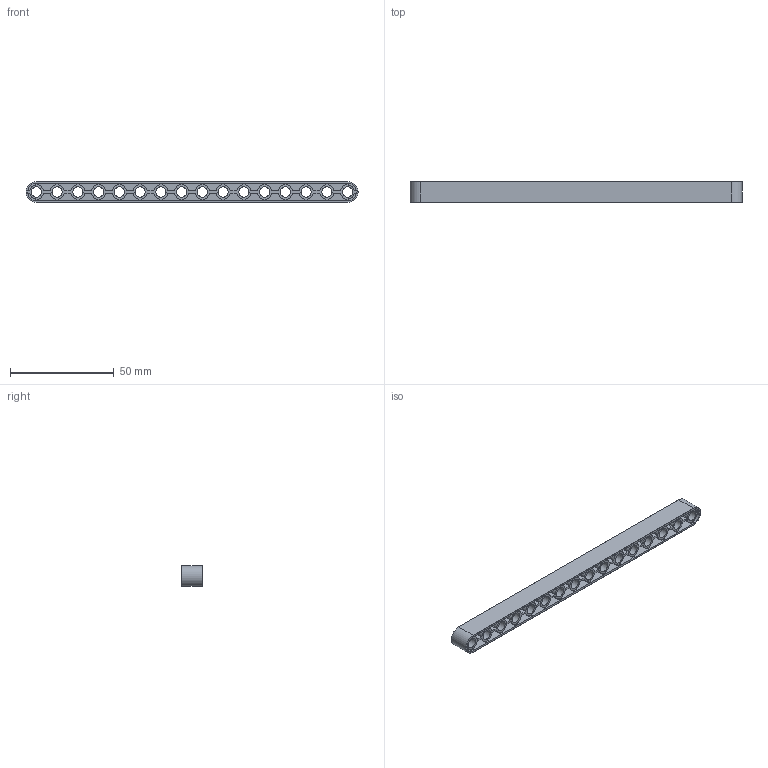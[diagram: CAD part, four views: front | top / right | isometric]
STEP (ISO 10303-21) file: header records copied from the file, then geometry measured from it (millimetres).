
FILE_DESCRIPTION(/* description */ (''),/* implementation_level */ '2;1');
FILE_NAME(/* name */ 'S16x1.stp',/* time_stamp */ '2019-05-05T20:58:46+02:00',/* author */ ('Varga Daniel'),/* organization */ (''),/* preprocessor_version */ 'ST-DEVELOPER v18',/* originating_system */ 'Autodesk Inventor 2020',/* authorisation */ '');
FILE_SCHEMA (('AUTOMOTIVE_DESIGN { 1 0 10303 214 3 1 1 }'));
Length unit declared in the file: millimetre
Products named in the file (1): S16x1
Bounding box: 160 x 10 x 10 mm (x, y, z)
Volume: 6885.5 mm3; surface area: 13504.3 mm2
Topology: 1 solids, 1 shells, 584 faces, 1732 edges, 1152 vertices
Faces by surface type: cylinder 426, plane 154, torus 4
Full cylindrical faces by diameter (mm): 5 x16
Entity records: 20089 total; most frequent: DIRECTION 3774, CARTESIAN_POINT 3469, ORIENTED_EDGE 3464, EDGE_CURVE 1732, AXIS2_PLACEMENT_3D 1457, VERTEX_POINT 1152, CIRCLE 872, LINE 860
